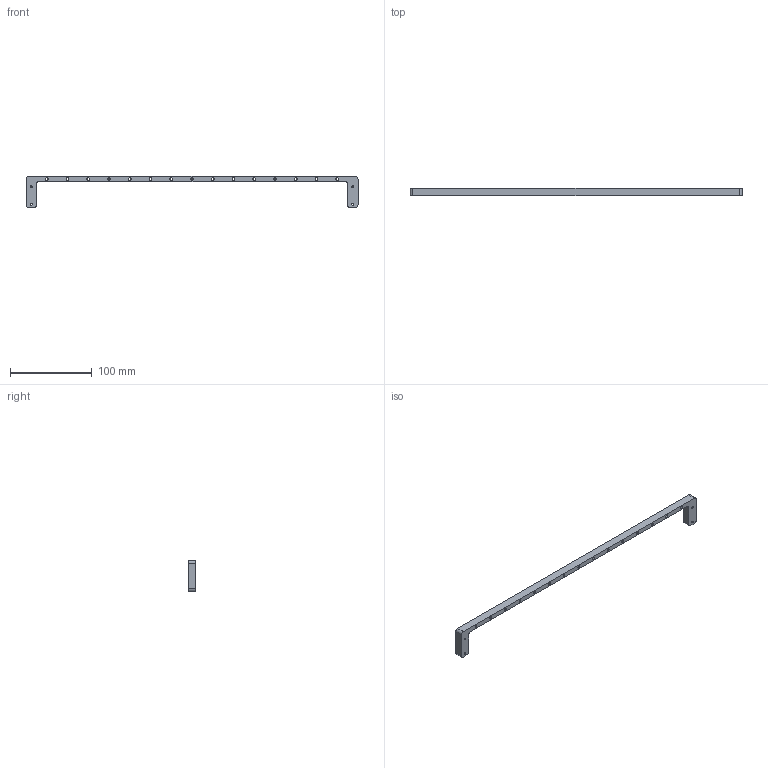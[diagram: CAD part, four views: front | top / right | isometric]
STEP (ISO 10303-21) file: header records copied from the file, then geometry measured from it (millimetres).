
FILE_DESCRIPTION(/* description */ (''),/* implementation_level */ '2;1');
FILE_NAME(/* name */ 'Slider v1.step',/* time_stamp */ '2016-10-06T14:44:24-05:00',/* author */ (''),/* organization */ (''),/* preprocessor_version */ 'ST-DEVELOPER v16.5',/* originating_system */ 'Autodesk Translation Framework v5.1.0.2740',/* authorisation */ '');
FILE_SCHEMA (('AUTOMOTIVE_DESIGN { 1 0 10303 214 3 1 1 }'));
Length unit declared in the file: centimetre
Products named in the file (1): Slider v1
Bounding box: 406.4 x 9.53 x 38.1 mm (x, y, z)
Volume: 30877.7 mm3; surface area: 17163.1 mm2
Topology: 1 solids, 1 shells, 37 faces, 105 edges, 70 vertices
Faces by surface type: cylinder 27, plane 10
Full cylindrical faces by diameter (mm): 2.388 x4, 3.175 x15
Entity records: 1238 total; most frequent: DIRECTION 216, CARTESIAN_POINT 194, ORIENTED_EDGE 172, EDGE_LOOP 94, AXIS2_PLACEMENT_3D 92, EDGE_CURVE 86, VERTEX_POINT 70, FACE_BOUND 57
